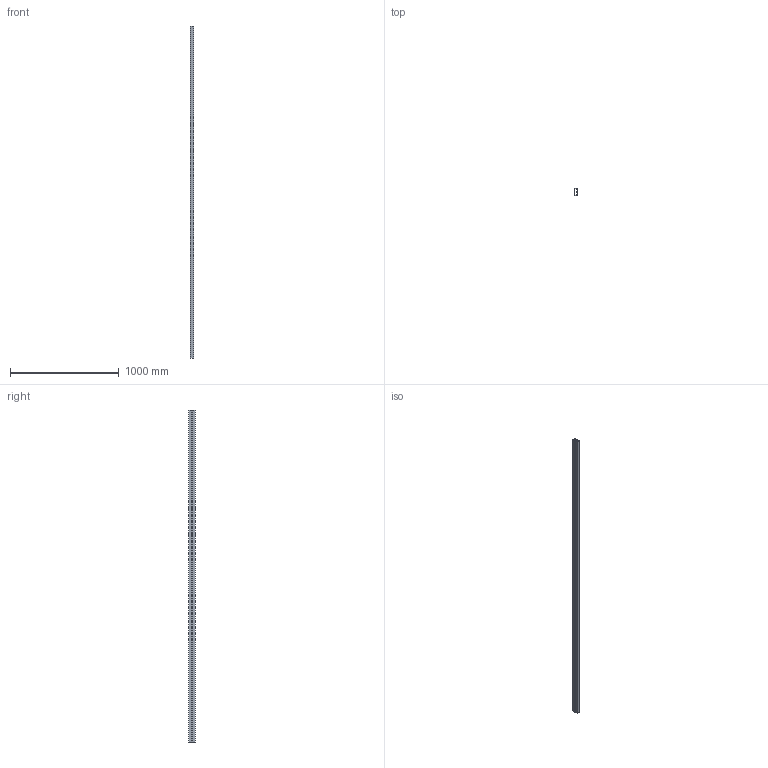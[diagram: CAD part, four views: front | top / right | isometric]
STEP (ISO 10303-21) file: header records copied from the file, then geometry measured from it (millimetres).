
FILE_DESCRIPTION(('TurboCAD Mac Pro'),'Build 980');
FILE_NAME('A1001A.stp',' ',(''),(''),'ACIS Interop','IMSI','TurboCAD Mac Pro BY IMSI, INCORPORATED');
FILE_SCHEMA(('automotive_design'));
Length unit declared in the file: inch
Products named in the file (1): 1
Bounding box: 31.75 x 63.5 x 3048 mm (x, y, z)
Volume: 1181194.9 mm3; surface area: 1104789.1 mm2
Topology: 1 solids, 1 shells, 68 faces, 198 edges, 132 vertices
Faces by surface type: plane 36, bspline 30, cylinder 2
Entity records: 3944 total; most frequent: CARTESIAN_POINT 783, ORIENTED_EDGE 396, STYLED_ITEM 267, PRESENTATION_STYLE_ASSIGNMENT 267, COLOUR_RGB 267, DIRECTION 224, EDGE_CURVE 198, CURVE_STYLE 198
